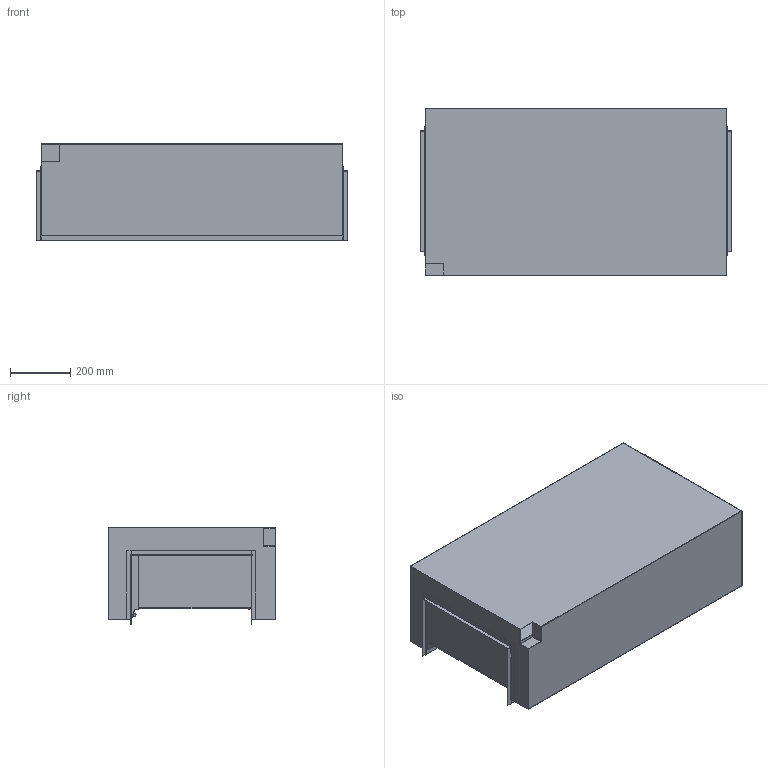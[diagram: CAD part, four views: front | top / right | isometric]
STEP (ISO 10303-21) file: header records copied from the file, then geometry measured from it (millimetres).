
FILE_DESCRIPTION (( 'STEP AP214' ), '1' );
FILE_NAME ('1000 Engine.STEP', '2025-12-08T14:05:41', ( '' ), ( '' ), 'SwSTEP 2.0', 'SolidWorks 2024', '' );
FILE_SCHEMA (( 'AUTOMOTIVE_DESIGN' ));
Length unit declared in the file: millimetre
Products named in the file (1): 1000 Engine
Bounding box: 1032 x 555 x 321 mm (x, y, z)
Volume: 4382111.5 mm3; surface area: 5800294.8 mm2
Topology: 20 solids, 20 shells, 725 faces, 1935 edges, 1249 vertices
Faces by surface type: plane 681, cylinder 38, sphere 3, bspline 3
Entity records: 22555 total; most frequent: CARTESIAN_POINT 3922, ORIENTED_EDGE 3852, DIRECTION 3445, EDGE_CURVE 1926, LINE 1841, VECTOR 1841, VERTEX_POINT 1243, EDGE_LOOP 937
